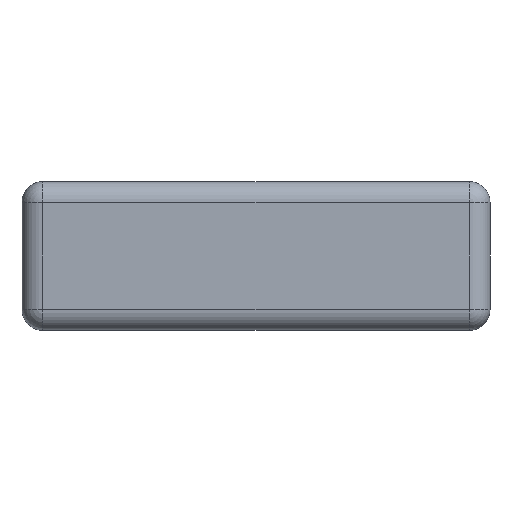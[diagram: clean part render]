
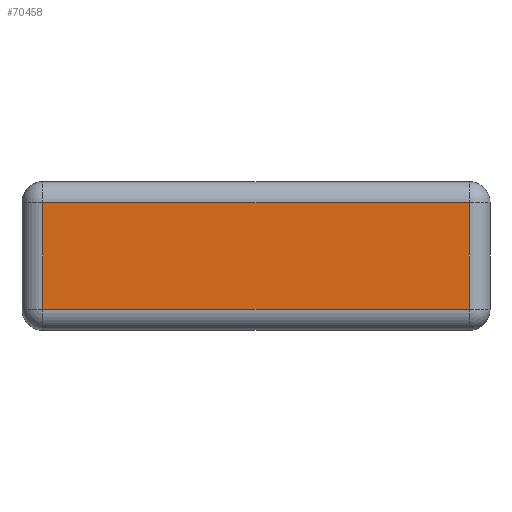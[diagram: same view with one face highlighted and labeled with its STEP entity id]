
A CAD part, front view. The second image highlights one B-rep face of the part: STEP entity #70458.
In plain terms, the highlighted planar face has unit normal (0, -1, 0).
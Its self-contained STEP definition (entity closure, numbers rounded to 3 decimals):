
#1100 = EDGE_CURVE ( 'NONE', #54985, #34004, #50834, .T. ) ;
#1626 = ORIENTED_EDGE ( 'NONE', *, *, #63609, .T. ) ;
#1804 = CARTESIAN_POINT ( 'NONE',  ( 814.075, -190.364, 204.221 ) ) ;
#3430 = CARTESIAN_POINT ( 'NONE',  ( 0., -190.364, 0. ) ) ;
#4104 = AXIS2_PLACEMENT_3D ( 'NONE', #3430, #30103, #30675 ) ;
#6345 = DIRECTION ( 'NONE',  ( 0., 0., -1. ) ) ;
#12699 = VECTOR ( 'NONE', #103003, 1000. ) ;
#16760 = LINE ( 'NONE', #51521, #23327 ) ;
#22538 = FACE_OUTER_BOUND ( 'NONE', #67318, .T. ) ;
#23327 = VECTOR ( 'NONE', #6345, 1000. ) ;
#24923 = CARTESIAN_POINT ( 'NONE',  ( 0., -190.364, 204.221 ) ) ;
#30103 = DIRECTION ( 'NONE',  ( 0., -1., 0. ) ) ;
#30675 = DIRECTION ( 'NONE',  ( 0., 0., -1. ) ) ;
#34004 = VERTEX_POINT ( 'NONE', #1804 ) ;
#36209 = EDGE_CURVE ( 'NONE', #100447, #54985, #68632, .T. ) ;
#36310 = VERTEX_POINT ( 'NONE', #71471 ) ;
#44032 = LINE ( 'NONE', #24923, #67591 ) ;
#50834 = LINE ( 'NONE', #76337, #12699 ) ;
#51521 = CARTESIAN_POINT ( 'NONE',  ( -814.075, -190.364, 0. ) ) ;
#54985 = VERTEX_POINT ( 'NONE', #72787 ) ;
#58197 = VECTOR ( 'NONE', #59936, 1000. ) ;
#59936 = DIRECTION ( 'NONE',  ( 1., 0., 0. ) ) ;
#60845 = ORIENTED_EDGE ( 'NONE', *, *, #101206, .T. ) ;
#63609 = EDGE_CURVE ( 'NONE', #34004, #36310, #44032, .T. ) ;
#67318 = EDGE_LOOP ( 'NONE', ( #103596, #104746, #1626, #60845 ) ) ;
#67591 = VECTOR ( 'NONE', #86953, 1000. ) ;
#68632 = LINE ( 'NONE', #84896, #58197 ) ;
#70458 = ADVANCED_FACE ( 'NONE', ( #22538 ), #75285, .T. ) ;
#71471 = CARTESIAN_POINT ( 'NONE',  ( -814.075, -190.364, 204.221 ) ) ;
#72787 = CARTESIAN_POINT ( 'NONE',  ( 814.075, -190.364, -204.221 ) ) ;
#75285 = PLANE ( 'NONE',  #4104 ) ;
#76337 = CARTESIAN_POINT ( 'NONE',  ( 814.075, -190.364, 0. ) ) ;
#80721 = CARTESIAN_POINT ( 'NONE',  ( -814.075, -190.364, -204.221 ) ) ;
#84896 = CARTESIAN_POINT ( 'NONE',  ( 0., -190.364, -204.221 ) ) ;
#86953 = DIRECTION ( 'NONE',  ( -1., 0., 0. ) ) ;
#100447 = VERTEX_POINT ( 'NONE', #80721 ) ;
#101206 = EDGE_CURVE ( 'NONE', #36310, #100447, #16760, .T. ) ;
#103003 = DIRECTION ( 'NONE',  ( 0., 0., 1. ) ) ;
#103596 = ORIENTED_EDGE ( 'NONE', *, *, #36209, .T. ) ;
#104746 = ORIENTED_EDGE ( 'NONE', *, *, #1100, .T. ) ;
